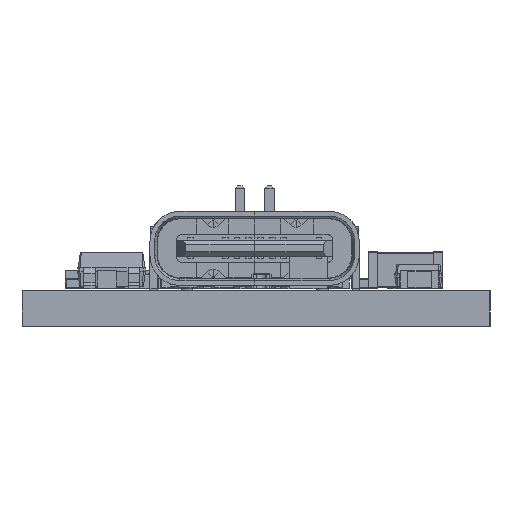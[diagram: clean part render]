
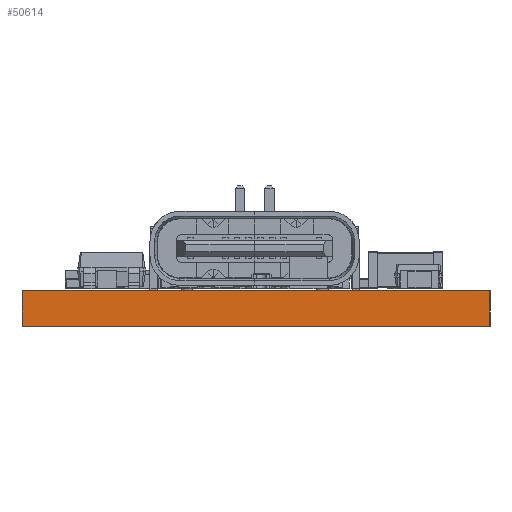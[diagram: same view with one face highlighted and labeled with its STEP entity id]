
A CAD part, left-side view. The second image highlights one B-rep face of the part: STEP entity #50614.
In plain terms, the highlighted planar face has unit normal (-1, 0, 0).
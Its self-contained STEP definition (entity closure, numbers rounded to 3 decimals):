
#49760 = EDGE_CURVE('',#49761,#49763,#49765,.T.);
#49761 = VERTEX_POINT('',#49762);
#49762 = CARTESIAN_POINT('',(91.06,-37.06,0.));
#49763 = VERTEX_POINT('',#49764);
#49764 = CARTESIAN_POINT('',(91.06,-37.06,1.51));
#49765 = LINE('',#49766,#49767);
#49766 = CARTESIAN_POINT('',(91.06,-37.06,0.));
#49767 = VECTOR('',#49768,1.);
#49768 = DIRECTION('',(0.,0.,1.));
#49793 = VERTEX_POINT('',#49794);
#49794 = CARTESIAN_POINT('',(91.06,-57.06,1.51));
#49800 = EDGE_CURVE('',#49801,#49793,#49803,.T.);
#49801 = VERTEX_POINT('',#49802);
#49802 = CARTESIAN_POINT('',(91.06,-57.06,0.));
#49803 = LINE('',#49804,#49805);
#49804 = CARTESIAN_POINT('',(91.06,-57.06,0.));
#49805 = VECTOR('',#49806,1.);
#49806 = DIRECTION('',(0.,0.,1.));
#49824 = EDGE_CURVE('',#49801,#49761,#49825,.T.);
#49825 = LINE('',#49826,#49827);
#49826 = CARTESIAN_POINT('',(91.06,-57.06,0.));
#49827 = VECTOR('',#49828,1.);
#49828 = DIRECTION('',(0.,1.,0.));
#50222 = EDGE_CURVE('',#49793,#49763,#50223,.T.);
#50223 = LINE('',#50224,#50225);
#50224 = CARTESIAN_POINT('',(91.06,-57.06,1.51));
#50225 = VECTOR('',#50226,1.);
#50226 = DIRECTION('',(0.,1.,0.));
#50614 = ADVANCED_FACE('',(#50615),#50621,.T.);
#50615 = FACE_BOUND('',#50616,.T.);
#50616 = EDGE_LOOP('',(#50617,#50618,#50619,#50620));
#50617 = ORIENTED_EDGE('',*,*,#49800,.T.);
#50618 = ORIENTED_EDGE('',*,*,#50222,.T.);
#50619 = ORIENTED_EDGE('',*,*,#49760,.F.);
#50620 = ORIENTED_EDGE('',*,*,#49824,.F.);
#50621 = PLANE('',#50622);
#50622 = AXIS2_PLACEMENT_3D('',#50623,#50624,#50625);
#50623 = CARTESIAN_POINT('',(91.06,-57.06,0.));
#50624 = DIRECTION('',(-1.,0.,0.));
#50625 = DIRECTION('',(0.,1.,0.));
